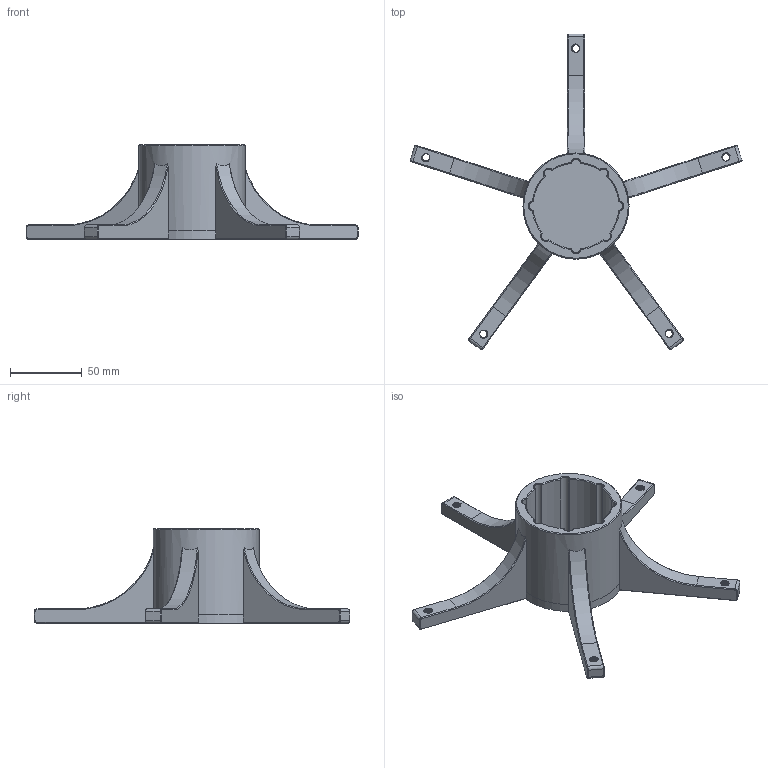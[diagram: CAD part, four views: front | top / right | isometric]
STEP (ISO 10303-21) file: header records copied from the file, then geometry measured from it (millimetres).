
FILE_DESCRIPTION(('FreeCAD Model'),'2;1');
FILE_NAME('Open CASCADE Shape Model','2024-07-01T14:10:18',(''),(''), 'Open CASCADE STEP processor 7.7','FreeCAD','Unknown');
FILE_SCHEMA(('AUTOMOTIVE_DESIGN { 1 0 10303 214 1 1 1 1 }'));
Length unit declared in the file: millimetre
Products named in the file (1): Body
Bounding box: 231.59 x 220.26 x 66.02 mm (x, y, z)
Volume: 191375.9 mm3; surface area: 59972.9 mm2
Topology: 1 solids, 1 shells, 369 faces, 852 edges, 486 vertices
Faces by surface type: bspline 155, cylinder 91, plane 73, cone 50
Full cylindrical faces by diameter (mm): 5.1 x40, 74 x1
Entity records: 28301 total; most frequent: CARTESIAN_POINT 21151, ORIENTED_EDGE 1704, DIRECTION 1062, EDGE_CURVE 852, VERTEX_POINT 486, B_SPLINE_CURVE_WITH_KNOTS 397, AXIS2_PLACEMENT_3D 392, FACE_BOUND 380
